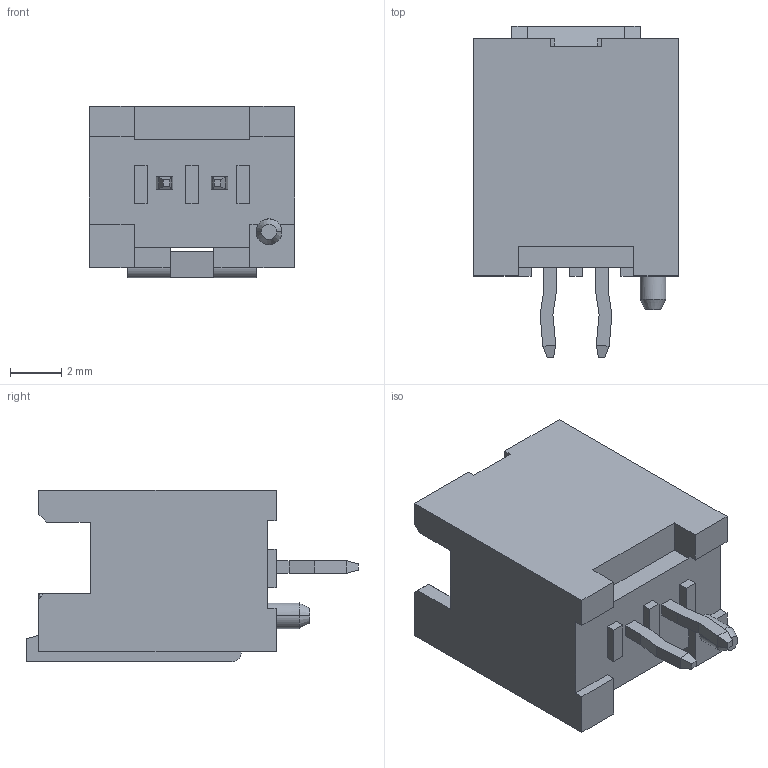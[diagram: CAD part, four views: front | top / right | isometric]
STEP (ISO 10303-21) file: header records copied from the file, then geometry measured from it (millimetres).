
FILE_DESCRIPTION((''),'2;1');
FILE_NAME('559320210','2017-07-17T',('ghp'),(''),'PRO/ENGINEER BY PARAMETRIC TECHNOLOGY CORPORATION, 2012310','PRO/ENGINEER BY PARAMETRIC TECHNOLOGY CORPORATION, 2012310','');
FILE_SCHEMA(('CONFIG_CONTROL_DESIGN'));
Length unit declared in the file: millimetre
Products named in the file (1): 559320210
Bounding box: 8 x 12.94 x 6.7 mm (x, y, z)
Volume: 242.5 mm3; surface area: 555.2 mm2
Topology: 1 solids, 1 shells, 159 faces, 439 edges, 287 vertices
Faces by surface type: plane 153, cylinder 4, cone 2
Entity records: 4991 total; most frequent: CARTESIAN_POINT 880, ORIENTED_EDGE 866, DIRECTION 777, EDGE_CURVE 433, VECTOR 421, LINE 421, VERTEX_POINT 281, AXIS2_PLACEMENT_3D 178
